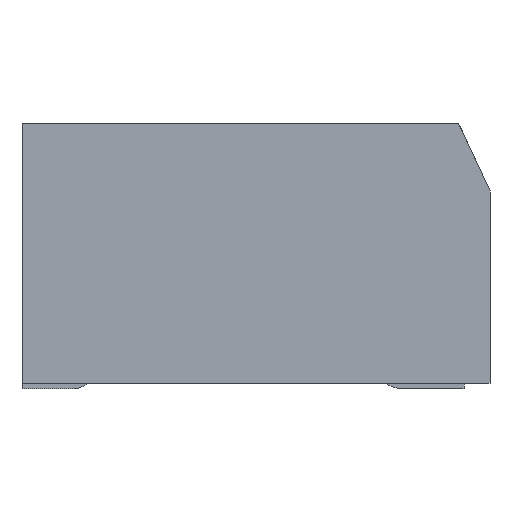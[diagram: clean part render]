
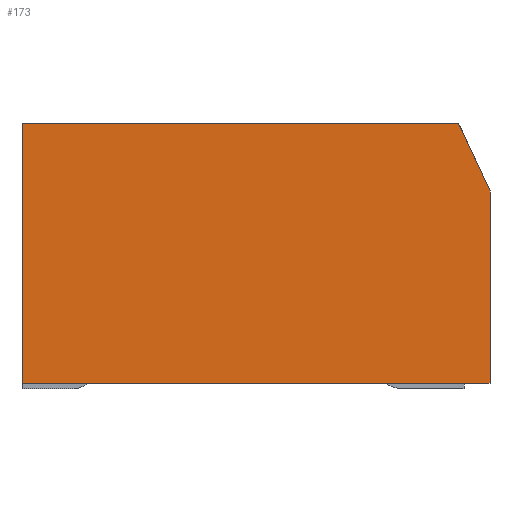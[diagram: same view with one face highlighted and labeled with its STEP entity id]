
A CAD part, left-side view. The second image highlights one B-rep face of the part: STEP entity #173.
In plain terms, the highlighted planar face has unit normal (-1, 0, 0).
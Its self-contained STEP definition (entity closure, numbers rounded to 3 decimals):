
#173 = ADVANCED_FACE('',(#174),#216,.F.);
#174 = FACE_BOUND('',#175,.T.);
#175 = EDGE_LOOP('',(#176,#186,#194,#202,#210));
#176 = ORIENTED_EDGE('',*,*,#177,.F.);
#177 = EDGE_CURVE('',#178,#180,#182,.T.);
#178 = VERTEX_POINT('',#179);
#179 = CARTESIAN_POINT('',(-2.5,4.55,0.1));
#180 = VERTEX_POINT('',#181);
#181 = CARTESIAN_POINT('',(-2.5,4.55,5.1));
#182 = LINE('',#183,#184);
#183 = CARTESIAN_POINT('',(-2.5,4.55,2.6));
#184 = VECTOR('',#185,1.);
#185 = DIRECTION('',(0.,0.,1.));
#186 = ORIENTED_EDGE('',*,*,#187,.F.);
#187 = EDGE_CURVE('',#188,#178,#190,.T.);
#188 = VERTEX_POINT('',#189);
#189 = CARTESIAN_POINT('',(-2.5,-4.45,0.1));
#190 = LINE('',#191,#192);
#191 = CARTESIAN_POINT('',(-2.5,0.05,0.1)
  );
#192 = VECTOR('',#193,1.);
#193 = DIRECTION('',(0.,1.,0.));
#194 = ORIENTED_EDGE('',*,*,#195,.F.);
#195 = EDGE_CURVE('',#196,#188,#198,.T.);
#196 = VERTEX_POINT('',#197);
#197 = CARTESIAN_POINT('',(-2.5,-4.45,3.8));
#198 = LINE('',#199,#200);
#199 = CARTESIAN_POINT('',(-2.5,-4.45,2.6));
#200 = VECTOR('',#201,1.);
#201 = DIRECTION('',(0.,0.,-1.));
#202 = ORIENTED_EDGE('',*,*,#203,.F.);
#203 = EDGE_CURVE('',#204,#196,#206,.T.);
#204 = VERTEX_POINT('',#205);
#205 = CARTESIAN_POINT('',(-2.5,-3.844,5.1));
#206 = LINE('',#207,#208);
#207 = CARTESIAN_POINT('',(-2.5,-4.147,4.45));
#208 = VECTOR('',#209,1.);
#209 = DIRECTION('',(0.,-0.423,-0.906));
#210 = ORIENTED_EDGE('',*,*,#211,.F.);
#211 = EDGE_CURVE('',#180,#204,#212,.T.);
#212 = LINE('',#213,#214);
#213 = CARTESIAN_POINT('',(-2.5,0.05,5.1));
#214 = VECTOR('',#215,1.);
#215 = DIRECTION('',(0.,-1.,0.));
#216 = PLANE('',#217);
#217 = AXIS2_PLACEMENT_3D('',#218,#219,#220);
#218 = CARTESIAN_POINT('',(-2.5,0.05,2.6));
#219 = DIRECTION('',(1.,0.,0.));
#220 = DIRECTION('',(0.,1.,0.));
